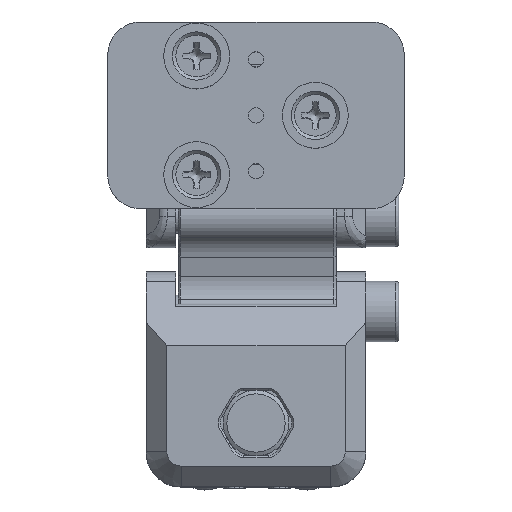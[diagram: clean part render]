
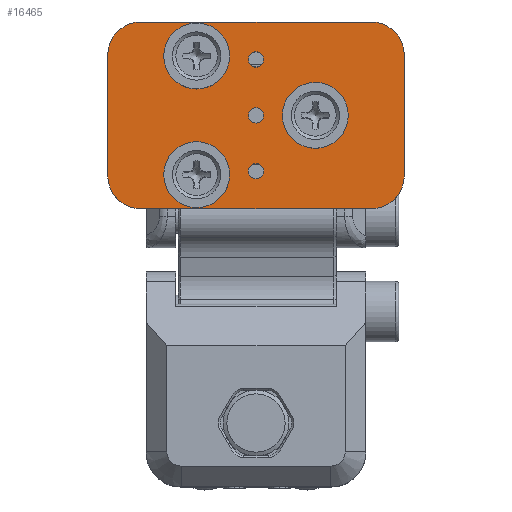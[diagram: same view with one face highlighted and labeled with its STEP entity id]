
A CAD part, top view. The second image highlights one B-rep face of the part: STEP entity #16465.
In plain terms, the highlighted planar face has unit normal (0, 0, 1).
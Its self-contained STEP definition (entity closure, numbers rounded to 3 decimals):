
#1391=LINE('',#26332,#2545);
#1392=LINE('',#26336,#2546);
#1393=LINE('',#26340,#2547);
#1394=LINE('',#26344,#2548);
#2545=VECTOR('',#19865,1000.);
#2546=VECTOR('',#19868,1000.);
#2547=VECTOR('',#19871,1000.);
#2548=VECTOR('',#19874,1000.);
#3800=PLANE('',#17959);
#4806=ORIENTED_EDGE('',*,*,#9267,.T.);
#4807=ORIENTED_EDGE('',*,*,#9268,.T.);
#4808=ORIENTED_EDGE('',*,*,#9269,.T.);
#4809=ORIENTED_EDGE('',*,*,#9270,.T.);
#4810=ORIENTED_EDGE('',*,*,#9271,.T.);
#4811=ORIENTED_EDGE('',*,*,#9272,.T.);
#4812=ORIENTED_EDGE('',*,*,#9273,.F.);
#4813=ORIENTED_EDGE('',*,*,#9274,.F.);
#4814=ORIENTED_EDGE('',*,*,#9275,.F.);
#4815=ORIENTED_EDGE('',*,*,#9276,.F.);
#4816=ORIENTED_EDGE('',*,*,#9277,.F.);
#4817=ORIENTED_EDGE('',*,*,#9278,.F.);
#4818=ORIENTED_EDGE('',*,*,#9279,.F.);
#4819=ORIENTED_EDGE('',*,*,#9280,.F.);
#9267=EDGE_CURVE('',#11560,#11560,#12709,.T.);
#9268=EDGE_CURVE('',#11561,#11561,#12710,.T.);
#9269=EDGE_CURVE('',#11562,#11562,#12711,.T.);
#9270=EDGE_CURVE('',#11563,#11563,#12712,.T.);
#9271=EDGE_CURVE('',#11564,#11564,#12713,.T.);
#9272=EDGE_CURVE('',#11565,#11565,#12714,.T.);
#9273=EDGE_CURVE('',#11566,#11567,#12715,.T.);
#9274=EDGE_CURVE('',#11568,#11566,#1391,.T.);
#9275=EDGE_CURVE('',#11569,#11568,#12716,.T.);
#9276=EDGE_CURVE('',#11570,#11569,#1392,.T.);
#9277=EDGE_CURVE('',#11571,#11570,#12717,.T.);
#9278=EDGE_CURVE('',#11572,#11571,#1393,.T.);
#9279=EDGE_CURVE('',#11573,#11572,#12718,.T.);
#9280=EDGE_CURVE('',#11567,#11573,#1394,.T.);
#11560=VERTEX_POINT('',#26318);
#11561=VERTEX_POINT('',#26320);
#11562=VERTEX_POINT('',#26322);
#11563=VERTEX_POINT('',#26324);
#11564=VERTEX_POINT('',#26326);
#11565=VERTEX_POINT('',#26328);
#11566=VERTEX_POINT('',#26330);
#11567=VERTEX_POINT('',#26331);
#11568=VERTEX_POINT('',#26333);
#11569=VERTEX_POINT('',#26335);
#11570=VERTEX_POINT('',#26337);
#11571=VERTEX_POINT('',#26339);
#11572=VERTEX_POINT('',#26341);
#11573=VERTEX_POINT('',#26343);
#12709=CIRCLE('',#17960,1.2);
#12710=CIRCLE('',#17961,1.2);
#12711=CIRCLE('',#17962,1.2);
#12712=CIRCLE('',#17963,0.7);
#12713=CIRCLE('',#17964,0.7);
#12714=CIRCLE('',#17965,0.7);
#12715=CIRCLE('',#17966,3.);
#12716=CIRCLE('',#17967,3.);
#12717=CIRCLE('',#17968,3.);
#12718=CIRCLE('',#17969,3.);
#13602=EDGE_LOOP('',(#4806));
#13603=EDGE_LOOP('',(#4807));
#13604=EDGE_LOOP('',(#4808));
#13605=EDGE_LOOP('',(#4809));
#13606=EDGE_LOOP('',(#4810));
#13607=EDGE_LOOP('',(#4811));
#13608=EDGE_LOOP('',(#4812,#4813,#4814,#4815,#4816,#4817,#4818,#4819));
#14986=FACE_BOUND('',#13602,.T.);
#14987=FACE_BOUND('',#13603,.T.);
#14988=FACE_BOUND('',#13604,.T.);
#14989=FACE_BOUND('',#13605,.T.);
#14990=FACE_BOUND('',#13606,.T.);
#14991=FACE_BOUND('',#13607,.T.);
#14992=FACE_BOUND('',#13608,.T.);
#16465=ADVANCED_FACE('',(#14986,#14987,#14988,#14989,#14990,#14991,#14992),
#3800,.T.);
#17959=AXIS2_PLACEMENT_3D('',#26316,#19849,#19850);
#17960=AXIS2_PLACEMENT_3D('',#26317,#19851,#19852);
#17961=AXIS2_PLACEMENT_3D('',#26319,#19853,#19854);
#17962=AXIS2_PLACEMENT_3D('',#26321,#19855,#19856);
#17963=AXIS2_PLACEMENT_3D('',#26323,#19857,#19858);
#17964=AXIS2_PLACEMENT_3D('',#26325,#19859,#19860);
#17965=AXIS2_PLACEMENT_3D('',#26327,#19861,#19862);
#17966=AXIS2_PLACEMENT_3D('',#26329,#19863,#19864);
#17967=AXIS2_PLACEMENT_3D('',#26334,#19866,#19867);
#17968=AXIS2_PLACEMENT_3D('',#26338,#19869,#19870);
#17969=AXIS2_PLACEMENT_3D('',#26342,#19872,#19873);
#19849=DIRECTION('',(0.,0.,1.));
#19850=DIRECTION('',(1.,0.,0.));
#19851=DIRECTION('',(0.,0.,-1.));
#19852=DIRECTION('',(1.,0.,0.));
#19853=DIRECTION('',(0.,0.,-1.));
#19854=DIRECTION('',(1.,0.,0.));
#19855=DIRECTION('',(0.,0.,-1.));
#19856=DIRECTION('',(1.,0.,0.));
#19857=DIRECTION('',(0.,0.,-1.));
#19858=DIRECTION('',(1.,0.,0.));
#19859=DIRECTION('',(0.,0.,-1.));
#19860=DIRECTION('',(1.,0.,0.));
#19861=DIRECTION('',(0.,0.,-1.));
#19862=DIRECTION('',(1.,0.,0.));
#19863=DIRECTION('',(0.,0.,-1.));
#19864=DIRECTION('',(0.707,0.707,0.));
#19865=DIRECTION('',(1.,0.,0.));
#19866=DIRECTION('',(0.,0.,-1.));
#19867=DIRECTION('',(-0.707,0.707,0.));
#19868=DIRECTION('',(0.,1.,0.));
#19869=DIRECTION('',(0.,0.,-1.));
#19870=DIRECTION('',(-0.707,-0.707,0.));
#19871=DIRECTION('',(-1.,0.,0.));
#19872=DIRECTION('',(0.,0.,-1.));
#19873=DIRECTION('',(0.707,-0.707,0.));
#19874=DIRECTION('',(0.,-1.,0.));
#26316=CARTESIAN_POINT('',(13.5,-8.5,0.));
#26317=CARTESIAN_POINT('',(8.1,-13.9,0.));
#26318=CARTESIAN_POINT('',(9.3,-13.9,0.));
#26319=CARTESIAN_POINT('',(18.9,-8.5,0.));
#26320=CARTESIAN_POINT('',(20.1,-8.5,0.));
#26321=CARTESIAN_POINT('',(8.1,-3.1,0.));
#26322=CARTESIAN_POINT('',(9.3,-3.1,0.));
#26323=CARTESIAN_POINT('',(13.5,-13.58,0.));
#26324=CARTESIAN_POINT('',(14.2,-13.58,0.));
#26325=CARTESIAN_POINT('',(13.5,-3.42,0.));
#26326=CARTESIAN_POINT('',(14.2,-3.42,0.));
#26327=CARTESIAN_POINT('',(13.5,-8.5,0.));
#26328=CARTESIAN_POINT('',(14.2,-8.5,0.));
#26329=CARTESIAN_POINT('',(24.,-3.,0.));
#26330=CARTESIAN_POINT('',(24.,0.,0.));
#26331=CARTESIAN_POINT('',(27.,-3.,0.));
#26332=CARTESIAN_POINT('',(0.,0.,0.));
#26333=CARTESIAN_POINT('',(3.,0.,0.));
#26334=CARTESIAN_POINT('',(3.,-3.,0.));
#26335=CARTESIAN_POINT('',(0.,-3.,0.));
#26336=CARTESIAN_POINT('',(0.,-17.,0.));
#26337=CARTESIAN_POINT('',(0.,-14.,0.));
#26338=CARTESIAN_POINT('',(3.,-14.,0.));
#26339=CARTESIAN_POINT('',(3.,-17.,0.));
#26340=CARTESIAN_POINT('',(27.,-17.,0.));
#26341=CARTESIAN_POINT('',(24.,-17.,0.));
#26342=CARTESIAN_POINT('',(24.,-14.,0.));
#26343=CARTESIAN_POINT('',(27.,-14.,0.));
#26344=CARTESIAN_POINT('',(27.,0.,0.));
